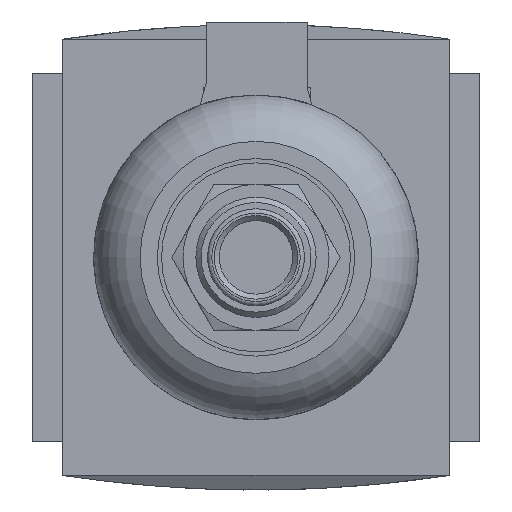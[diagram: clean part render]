
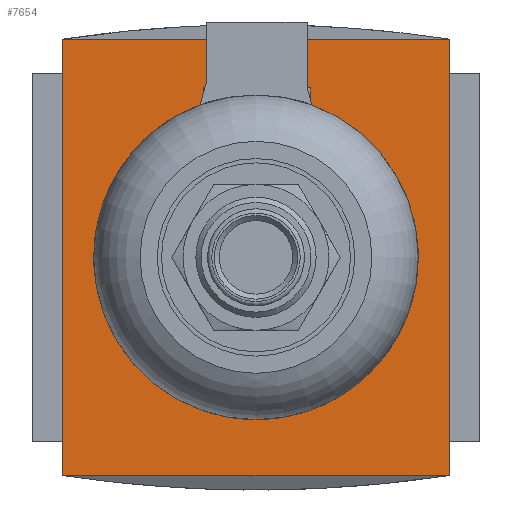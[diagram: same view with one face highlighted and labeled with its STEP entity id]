
A CAD part, front view. The second image highlights one B-rep face of the part: STEP entity #7654.
In plain terms, the highlighted planar face has unit normal (0, -1, 0).
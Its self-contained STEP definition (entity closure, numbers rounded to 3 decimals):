
#67=PLANE('',#8011);
#646=ORIENTED_EDGE('',*,*,#2176,.F.);
#647=ORIENTED_EDGE('',*,*,#2218,.T.);
#648=ORIENTED_EDGE('',*,*,#2191,.F.);
#649=ORIENTED_EDGE('',*,*,#2219,.T.);
#2176=EDGE_CURVE('',#2965,#2842,#3476,.T.);
#2191=EDGE_CURVE('',#2840,#2979,#3491,.T.);
#2218=EDGE_CURVE('',#2965,#2979,#3514,.T.);
#2219=EDGE_CURVE('',#2840,#2842,#3515,.T.);
#2840=VERTEX_POINT('',#10054);
#2842=VERTEX_POINT('',#10058);
#2965=VERTEX_POINT('',#10314);
#2979=VERTEX_POINT('',#10344);
#3476=LINE('',#10313,#4074);
#3491=LINE('',#10343,#4089);
#3514=LINE('',#10396,#4112);
#3515=LINE('',#10397,#4113);
#4074=VECTOR('',#8634,1000.);
#4089=VECTOR('',#8651,1000.);
#4112=VECTOR('',#8690,1000.);
#4113=VECTOR('',#8691,1000.);
#4594=EDGE_LOOP('',(#646,#647,#648,#649));
#4972=FACE_BOUND('',#4594,.T.);
#7654=ADVANCED_FACE('',(#4972),#67,.F.);
#8011=AXIS2_PLACEMENT_3D('',#10395,#8688,#8689);
#8634=DIRECTION('',(0.,0.,1.));
#8651=DIRECTION('',(0.,0.,-1.));
#8688=DIRECTION('',(0.,1.,0.));
#8689=DIRECTION('',(0.,0.,1.));
#8690=DIRECTION('',(1.,0.,0.));
#8691=DIRECTION('',(-1.,0.,0.));
#10054=CARTESIAN_POINT('',(22.5,-31.,25.4));
#10058=CARTESIAN_POINT('',(-22.5,-31.,25.4));
#10313=CARTESIAN_POINT('',(-22.5,-31.,-25.4));
#10314=CARTESIAN_POINT('',(-22.5,-31.,-25.4));
#10343=CARTESIAN_POINT('',(22.5,-31.,25.4));
#10344=CARTESIAN_POINT('',(22.5,-31.,-25.4));
#10395=CARTESIAN_POINT('',(0.,-31.,122.903));
#10396=CARTESIAN_POINT('',(0.,-31.,-25.4));
#10397=CARTESIAN_POINT('',(0.,-31.,25.4));
